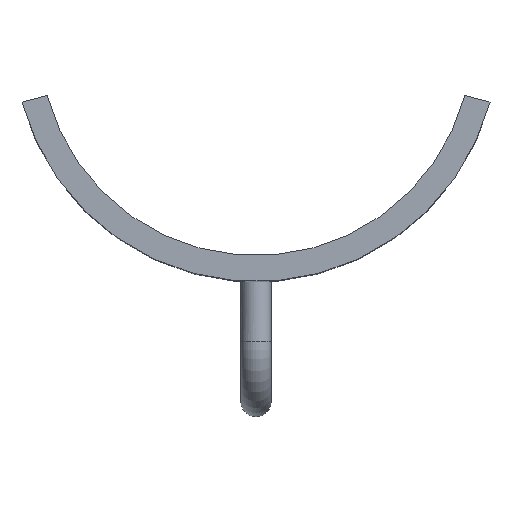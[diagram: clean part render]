
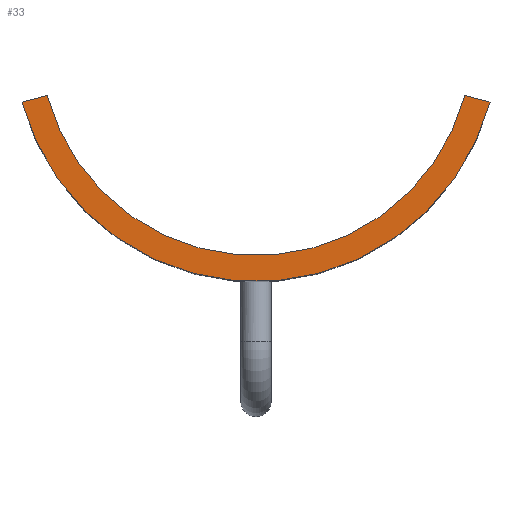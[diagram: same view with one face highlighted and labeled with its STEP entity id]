
A CAD part, top view. The second image highlights one B-rep face of the part: STEP entity #33.
In plain terms, the highlighted planar face has unit normal (0, 0, 1).
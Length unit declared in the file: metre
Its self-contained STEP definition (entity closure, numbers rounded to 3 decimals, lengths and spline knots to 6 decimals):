
#33 = ADVANCED_FACE( '', ( #68 ), #69, .T. );
#68 = FACE_OUTER_BOUND( '', #107, .T. );
#69 = PLANE( '', #108 );
#107 = EDGE_LOOP( '', ( #140, #141, #142, #143 ) );
#108 = AXIS2_PLACEMENT_3D( '', #144, #145, #146 );
#140 = ORIENTED_EDGE( '', *, *, #208, .F. );
#141 = ORIENTED_EDGE( '', *, *, #209, .F. );
#142 = ORIENTED_EDGE( '', *, *, #210, .T. );
#143 = ORIENTED_EDGE( '', *, *, #211, .T. );
#144 = CARTESIAN_POINT( '', ( 0., 1.558848, 0.838006 ) );
#145 = DIRECTION( '', ( 0., 0., 1. ) );
#146 = DIRECTION( '', ( 1., 0., 0. ) );
#208 = EDGE_CURVE( '', #233, #234, #235, .T. );
#209 = EDGE_CURVE( '', #236, #233, #237, .T. );
#210 = EDGE_CURVE( '', #236, #238, #239, .T. );
#211 = EDGE_CURVE( '', #238, #234, #240, .T. );
#233 = VERTEX_POINT( '', #270 );
#234 = VERTEX_POINT( '', #271 );
#235 = CIRCLE( '', #272, 0.0635 );
#236 = VERTEX_POINT( '', #273 );
#237 = LINE( '', #274, #275 );
#238 = VERTEX_POINT( '', #276 );
#239 = CIRCLE( '', #277, 0.07112 );
#240 = LINE( '', #278, #279 );
#270 = CARTESIAN_POINT( '', ( -0.061336, 1.492338, 0.838006 ) );
#271 = CARTESIAN_POINT( '', ( 0.061336, 1.492338, 0.838006 ) );
#272 = AXIS2_PLACEMENT_3D( '', #444, #445, #446 );
#273 = CARTESIAN_POINT( '', ( -0.068697, 1.490365, 0.838006 ) );
#274 = CARTESIAN_POINT( '', ( -0.065016, 1.491352, 0.838006 ) );
#275 = VECTOR( '', #447, 1. );
#276 = CARTESIAN_POINT( '', ( 0.068697, 1.490365, 0.838006 ) );
#277 = AXIS2_PLACEMENT_3D( '', #448, #449, #450 );
#278 = CARTESIAN_POINT( '', ( 0.065016, 1.491352, 0.838006 ) );
#279 = VECTOR( '', #451, 1. );
#444 = CARTESIAN_POINT( '', ( 0., 1.508773, 0.838006 ) );
#445 = DIRECTION( '', ( 0., 0., 1. ) );
#446 = DIRECTION( '', ( 1., 0., 0. ) );
#447 = DIRECTION( '', ( 0.966, 0.259, 0. ) );
#448 = CARTESIAN_POINT( '', ( 0., 1.508773, 0.838006 ) );
#449 = DIRECTION( '', ( 0., 0., 1. ) );
#450 = DIRECTION( '', ( 1., 0., 0. ) );
#451 = DIRECTION( '', ( -0.966, 0.259, 0. ) );
